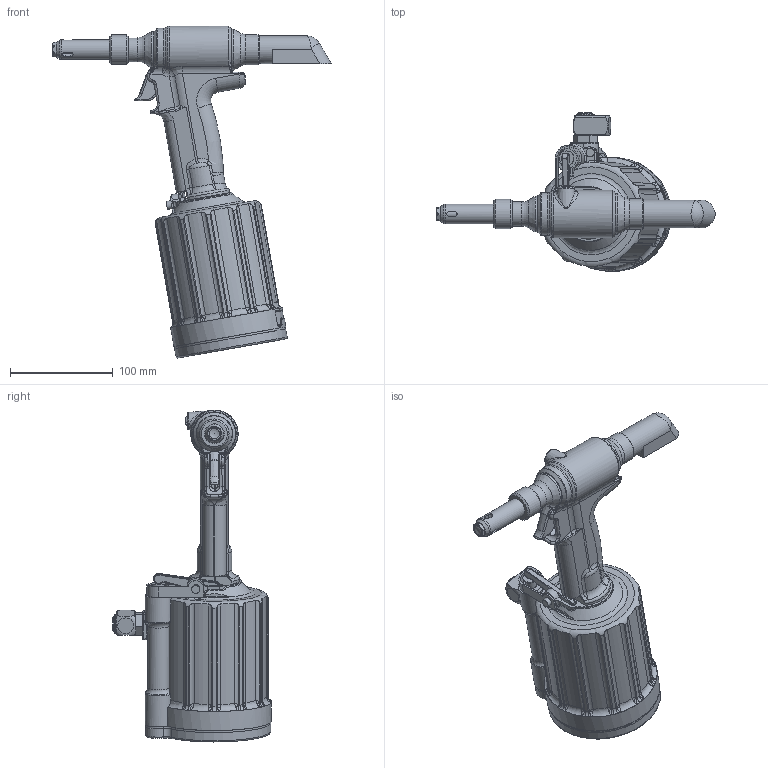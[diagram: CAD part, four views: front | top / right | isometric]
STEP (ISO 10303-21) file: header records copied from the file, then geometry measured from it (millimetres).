
FILE_DESCRIPTION(/* description */ (''),/* implementation_level */ '2;1');
FILE_NAME(/* name */ '2025_99-3305_CLR.stp',/* time_stamp */ '2014-03-11T11:52:23-04:00',/* author */ (''),/* organization */ (''),/* preprocessor_version */ 'ST-DEVELOPER v15',/* originating_system */ 'SIEMENS PLM Software NX 9.0',/* authorisation */ '');
FILE_SCHEMA (('CONFIG_CONTROL_DESIGN'));
Length unit declared in the file: inch
Products named in the file (1): 2025_CLR_stp
Bounding box: 270.53 x 154.13 x 322.63 mm (x, y, z)
Volume: 1673363.5 mm3; surface area: 129395.3 mm2
Topology: 2 solids, 2 shells, 776 faces, 1897 edges, 1111 vertices
Faces by surface type: cylinder 258, bspline 217, plane 144, torus 107, sphere 28, cone 20, extrusion 2
Full cylindrical faces by diameter (mm): 1.27 x3, 3.658 x1, 7.938 x1, 9.08 x1, 9.906 x1, 13.411 x1, 14.199 x2, 14.275 x1, 18.999 x1, 19.069 x1, 23.635 x1, 25.782 x1, 26.924 x1, 28.575 x1, 29.362 x1, 34.798 x1, 39.675 x1
Entity records: 27387 total; most frequent: CARTESIAN_POINT 11216, ORIENTED_EDGE 3600, DIRECTION 3049, EDGE_CURVE 1800, AXIS2_PLACEMENT_3D 1284, VERTEX_POINT 1089, EDGE_LOOP 843, ADVANCED_FACE 776
